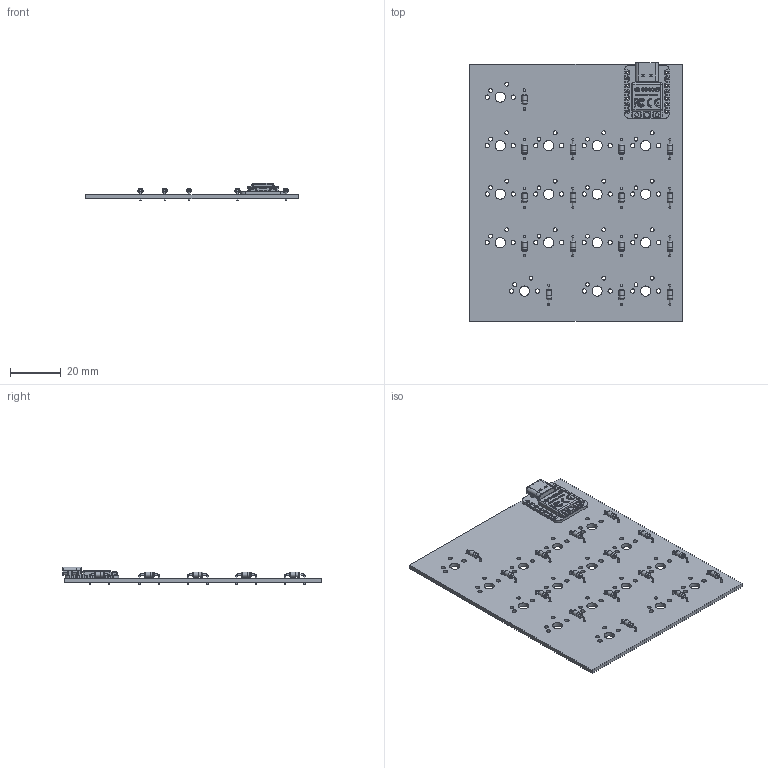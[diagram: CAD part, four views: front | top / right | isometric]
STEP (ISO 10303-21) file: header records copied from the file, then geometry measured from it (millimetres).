
FILE_DESCRIPTION(('KiCad electronic assembly'),'2;1');
FILE_NAME('hackpad.step','2025-02-16T21:47:44',('Pcbnew'),('Kicad'), 'Open CASCADE STEP processor 7.8','KiCad to STEP converter','Unknown' );
FILE_SCHEMA(('AUTOMOTIVE_DESIGN { 1 0 10303 214 1 1 1 1 }'));
Length unit declared in the file: millimetre
Products named in the file (6): hackpad 1; D_DO-35_SOD27_P7.62mm_Horizontal; Seeed Studio XIAO RP2040 v26; hackpad_PCB
Assembly tree (20 placements, depth 3):
  hackpad 1
    D_DO-35_SOD27_P7.62mm_Horizontal  x16
      D_DO-35_SOD27_P7.62mm_Horizontal
    Seeed Studio XIAO RP2040 v26
      Seeed Studio XIAO RP2040 v26
    hackpad_PCB
Bounding box: 83.34 x 101.67 x 6.91 mm (x, y, z)
Volume: 13986.7 mm3; surface area: 20685.2 mm2
Topology: 116 solids, 116 shells, 1625 faces, 3898 edges, 2528 vertices
Faces by surface type: plane 941, cylinder 397, bspline 195, torus 76, sphere 10, cone 6
Full cylindrical faces by diameter (mm): 0.4 x1, 0.5 x50, 0.8 x46, 0.889 x14, 1.5 x34, 1.7 x32, 2 x33, 2.02 x16, 4 x16
Entity records: 43869 total; most frequent: CARTESIAN_POINT 9872, ORIENTED_EDGE 7060, DIRECTION 6202, EDGE_CURVE 3530, LINE 2500, VECTOR 2500, VERTEX_POINT 2318, AXIS2_PLACEMENT_3D 1851
